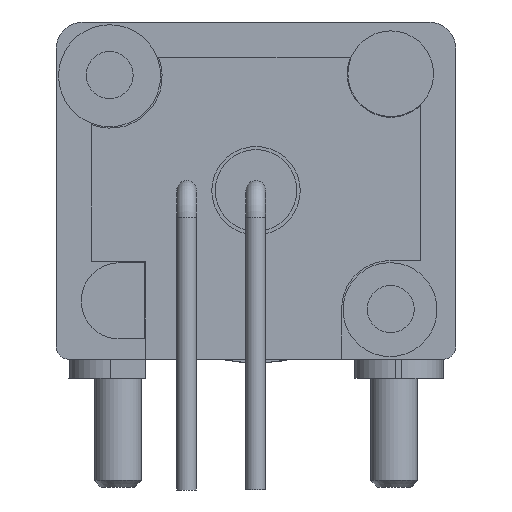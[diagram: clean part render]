
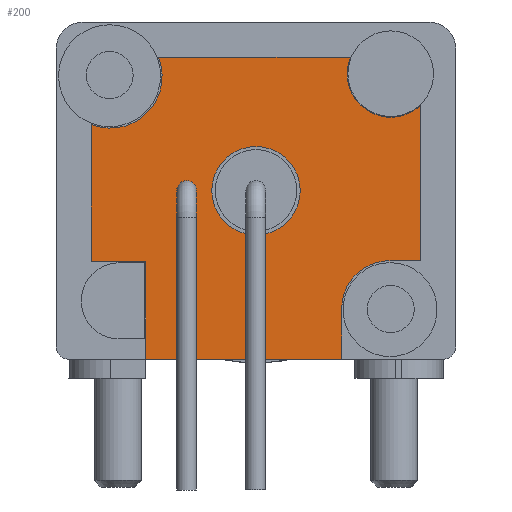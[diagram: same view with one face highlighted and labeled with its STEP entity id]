
A CAD part, front view. The second image highlights one B-rep face of the part: STEP entity #200.
In plain terms, the highlighted planar face has unit normal (0, -1, 0).
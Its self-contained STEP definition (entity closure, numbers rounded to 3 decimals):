
#180 = VERTEX_POINT('',#181);
#181 = CARTESIAN_POINT('',(1.635,4.106,6.91));
#187 = EDGE_CURVE('',#180,#180,#188,.T.);
#188 = CIRCLE('',#189,1.625);
#189 = AXIS2_PLACEMENT_3D('',#190,#191,#192);
#190 = CARTESIAN_POINT('',(0.01,4.106,6.91));
#191 = DIRECTION('',(0.,1.,0.));
#192 = DIRECTION('',(1.,0.,0.));
#200 = ADVANCED_FACE('',(#201,#294,#305),#308,.F.);
#201 = FACE_BOUND('',#202,.F.);
#202 = EDGE_LOOP('',(#203,#213,#222,#230,#239,#247,#255,#264,#272,#280,
    #288));
#203 = ORIENTED_EDGE('',*,*,#204,.T.);
#204 = EDGE_CURVE('',#205,#207,#209,.T.);
#205 = VERTEX_POINT('',#206);
#206 = CARTESIAN_POINT('',(-6.04,4.106,4.314));
#207 = VERTEX_POINT('',#208);
#208 = CARTESIAN_POINT('',(-6.04,4.106,9.344));
#209 = LINE('',#210,#211);
#210 = CARTESIAN_POINT('',(-6.04,4.106,4.314));
#211 = VECTOR('',#212,1.);
#212 = DIRECTION('',(0.,0.,1.));
#213 = ORIENTED_EDGE('',*,*,#214,.T.);
#214 = EDGE_CURVE('',#207,#215,#217,.T.);
#215 = VERTEX_POINT('',#216);
#216 = CARTESIAN_POINT('',(-3.574,4.106,11.81));
#217 = CIRCLE('',#218,1.9);
#218 = AXIS2_PLACEMENT_3D('',#219,#220,#221);
#219 = CARTESIAN_POINT('',(-5.34,4.106,11.11));
#220 = DIRECTION('',(0.,-1.,0.));
#221 = DIRECTION('',(1.,0.,0.));
#222 = ORIENTED_EDGE('',*,*,#223,.T.);
#223 = EDGE_CURVE('',#215,#224,#226,.T.);
#224 = VERTEX_POINT('',#225);
#225 = CARTESIAN_POINT('',(3.476,4.106,11.81));
#226 = LINE('',#227,#228);
#227 = CARTESIAN_POINT('',(-3.574,4.106,11.81));
#228 = VECTOR('',#229,1.);
#229 = DIRECTION('',(1.,0.,0.));
#230 = ORIENTED_EDGE('',*,*,#231,.T.);
#231 = EDGE_CURVE('',#224,#232,#234,.T.);
#232 = VERTEX_POINT('',#233);
#233 = CARTESIAN_POINT('',(6.06,4.106,10.048));
#234 = CIRCLE('',#235,1.6);
#235 = AXIS2_PLACEMENT_3D('',#236,#237,#238);
#236 = CARTESIAN_POINT('',(4.96,4.106,11.21));
#237 = DIRECTION('',(0.,-1.,0.));
#238 = DIRECTION('',(1.,0.,0.));
#239 = ORIENTED_EDGE('',*,*,#240,.T.);
#240 = EDGE_CURVE('',#232,#241,#243,.T.);
#241 = VERTEX_POINT('',#242);
#242 = CARTESIAN_POINT('',(6.06,4.106,4.328));
#243 = LINE('',#244,#245);
#244 = CARTESIAN_POINT('',(6.06,4.106,10.048));
#245 = VECTOR('',#246,1.);
#246 = DIRECTION('',(0.,0.,-1.));
#247 = ORIENTED_EDGE('',*,*,#248,.F.);
#248 = EDGE_CURVE('',#249,#241,#251,.T.);
#249 = VERTEX_POINT('',#250);
#250 = CARTESIAN_POINT('',(5.06,4.106,4.328));
#251 = LINE('',#252,#253);
#252 = CARTESIAN_POINT('',(5.06,4.106,4.328));
#253 = VECTOR('',#254,1.);
#254 = DIRECTION('',(1.,0.,0.));
#255 = ORIENTED_EDGE('',*,*,#256,.T.);
#256 = EDGE_CURVE('',#249,#257,#259,.T.);
#257 = VERTEX_POINT('',#258);
#258 = CARTESIAN_POINT('',(3.161,4.106,2.578));
#259 = CIRCLE('',#260,1.75);
#260 = AXIS2_PLACEMENT_3D('',#261,#262,#263);
#261 = CARTESIAN_POINT('',(4.911,4.106,2.585));
#262 = DIRECTION('',(0.,-1.,0.));
#263 = DIRECTION('',(1.,0.,0.));
#264 = ORIENTED_EDGE('',*,*,#265,.F.);
#265 = EDGE_CURVE('',#266,#257,#268,.T.);
#266 = VERTEX_POINT('',#267);
#267 = CARTESIAN_POINT('',(3.161,4.106,0.71));
#268 = LINE('',#269,#270);
#269 = CARTESIAN_POINT('',(3.161,4.106,0.71));
#270 = VECTOR('',#271,1.);
#271 = DIRECTION('',(0.,0.,1.));
#272 = ORIENTED_EDGE('',*,*,#273,.F.);
#273 = EDGE_CURVE('',#274,#266,#276,.T.);
#274 = VERTEX_POINT('',#275);
#275 = CARTESIAN_POINT('',(-4.039,4.106,0.71));
#276 = LINE('',#277,#278);
#277 = CARTESIAN_POINT('',(-4.039,4.106,0.71));
#278 = VECTOR('',#279,1.);
#279 = DIRECTION('',(1.,0.,0.));
#280 = ORIENTED_EDGE('',*,*,#281,.F.);
#281 = EDGE_CURVE('',#282,#274,#284,.T.);
#282 = VERTEX_POINT('',#283);
#283 = CARTESIAN_POINT('',(-4.04,4.106,4.31));
#284 = LINE('',#285,#286);
#285 = CARTESIAN_POINT('',(-4.04,4.106,4.31));
#286 = VECTOR('',#287,1.);
#287 = DIRECTION('',(0.,0.,
    -1.));
#288 = ORIENTED_EDGE('',*,*,#289,.F.);
#289 = EDGE_CURVE('',#205,#282,#290,.T.);
#290 = LINE('',#291,#292);
#291 = CARTESIAN_POINT('',(-6.04,4.106,4.314));
#292 = VECTOR('',#293,1.);
#293 = DIRECTION('',(1.,0.,-0.002));
#294 = FACE_BOUND('',#295,.F.);
#295 = EDGE_LOOP('',(#296));
#296 = ORIENTED_EDGE('',*,*,#297,.T.);
#297 = EDGE_CURVE('',#298,#298,#300,.T.);
#298 = VERTEX_POINT('',#299);
#299 = CARTESIAN_POINT('',(-2.54,4.106,6.558));
#300 = CIRCLE('',#301,0.36);
#301 = AXIS2_PLACEMENT_3D('',#302,#303,#304);
#302 = CARTESIAN_POINT('',(-2.54,4.106,6.918));
#303 = DIRECTION('',(0.,-1.,0.));
#304 = DIRECTION('',(0.,-0.,-1.));
#305 = FACE_BOUND('',#306,.F.);
#306 = EDGE_LOOP('',(#307));
#307 = ORIENTED_EDGE('',*,*,#187,.F.);
#308 = PLANE('',#309);
#309 = AXIS2_PLACEMENT_3D('',#310,#311,#312);
#310 = CARTESIAN_POINT('',(-0.037,4.106,6.386));
#311 = DIRECTION('',(0.,1.,0.));
#312 = DIRECTION('',(0.,0.,1.));
